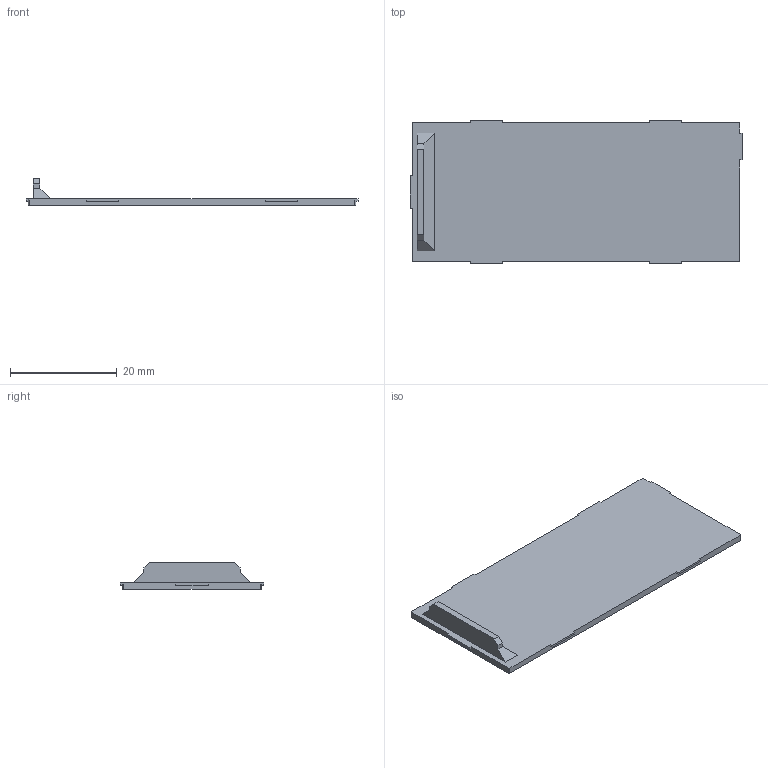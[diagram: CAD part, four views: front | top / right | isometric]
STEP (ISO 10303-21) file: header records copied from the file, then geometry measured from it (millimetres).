
FILE_DESCRIPTION(/* description */ (''),/* implementation_level */ '2;1');
FILE_NAME(/* name */ 'Bottom_00.stp',/* time_stamp */ '2022-09-08T20:28:12+02:00',/* author */ ('Magor'),/* organization */ (''),/* preprocessor_version */ 'ST-DEVELOPER v18',/* originating_system */ 'Autodesk Inventor 2020',/* authorisation */ '');
FILE_SCHEMA (('AUTOMOTIVE_DESIGN { 1 0 10303 214 3 1 1 }'));
Length unit declared in the file: millimetre
Products named in the file (1): Bottom_00
Bounding box: 62.2 x 26.8 x 5 mm (x, y, z)
Volume: 2048.3 mm3; surface area: 3557.9 mm2
Topology: 1 solids, 1 shells, 44 faces, 121 edges, 80 vertices
Faces by surface type: plane 40, cylinder 4
Entity records: 1418 total; most frequent: CARTESIAN_POINT 246, ORIENTED_EDGE 242, DIRECTION 219, EDGE_CURVE 121, LINE 113, VECTOR 113, VERTEX_POINT 80, AXIS2_PLACEMENT_3D 53
